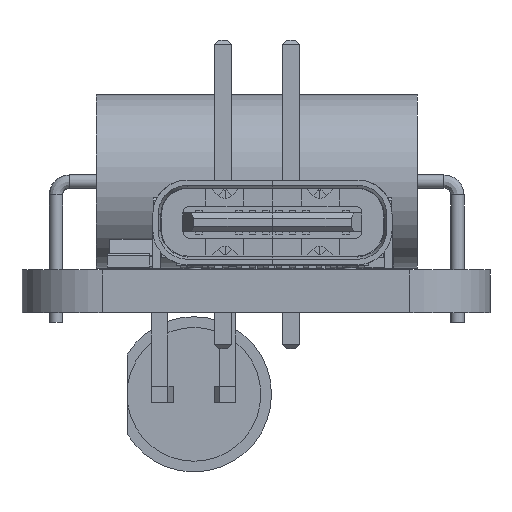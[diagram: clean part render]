
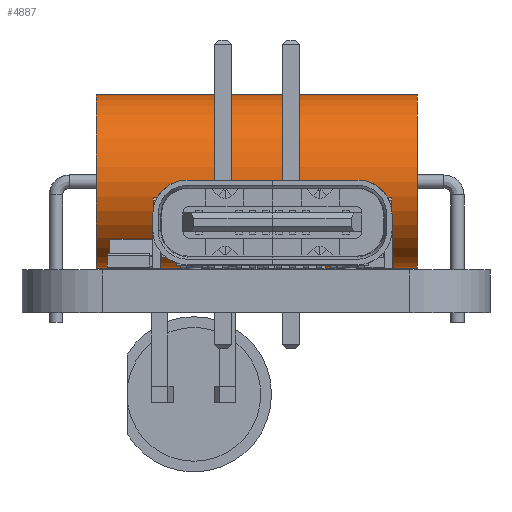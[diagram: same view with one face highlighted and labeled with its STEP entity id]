
A CAD part, left-side view. The second image highlights one B-rep face of the part: STEP entity #4887.
In plain terms, the highlighted cylindrical face has radius 3.25 mm (diameter 6.5 mm), a full revolution.
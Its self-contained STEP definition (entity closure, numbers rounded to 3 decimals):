
#4887 = ADVANCED_FACE('',(#4888),#4915,.T.);
#4888 = FACE_BOUND('',#4889,.T.);
#4889 = EDGE_LOOP('',(#4890,#4899,#4907,#4914));
#4890 = ORIENTED_EDGE('',*,*,#4891,.T.);
#4891 = EDGE_CURVE('',#4892,#4892,#4894,.T.);
#4892 = VERTEX_POINT('',#4893);
#4893 = CARTESIAN_POINT('',(1.5,3.25,3.25));
#4894 = CIRCLE('',#4895,3.25);
#4895 = AXIS2_PLACEMENT_3D('',#4896,#4897,#4898);
#4896 = CARTESIAN_POINT('',(1.5,0.,3.25));
#4897 = DIRECTION('',(1.,0.,0.));
#4898 = DIRECTION('',(-0.,1.,0.));
#4899 = ORIENTED_EDGE('',*,*,#4900,.T.);
#4900 = EDGE_CURVE('',#4892,#4901,#4903,.T.);
#4901 = VERTEX_POINT('',#4902);
#4902 = CARTESIAN_POINT('',(13.5,3.25,3.25));
#4903 = LINE('',#4904,#4905);
#4904 = CARTESIAN_POINT('',(1.5,3.25,3.25));
#4905 = VECTOR('',#4906,1.);
#4906 = DIRECTION('',(1.,0.,0.));
#4907 = ORIENTED_EDGE('',*,*,#4908,.F.);
#4908 = EDGE_CURVE('',#4901,#4901,#4909,.T.);
#4909 = CIRCLE('',#4910,3.25);
#4910 = AXIS2_PLACEMENT_3D('',#4911,#4912,#4913);
#4911 = CARTESIAN_POINT('',(13.5,0.,3.25));
#4912 = DIRECTION('',(1.,0.,0.));
#4913 = DIRECTION('',(-0.,1.,0.));
#4914 = ORIENTED_EDGE('',*,*,#4900,.F.);
#4915 = CYLINDRICAL_SURFACE('',#4916,3.25);
#4916 = AXIS2_PLACEMENT_3D('',#4917,#4918,#4919);
#4917 = CARTESIAN_POINT('',(1.5,0.,3.25));
#4918 = DIRECTION('',(-1.,-0.,-0.));
#4919 = DIRECTION('',(0.,1.,0.));
